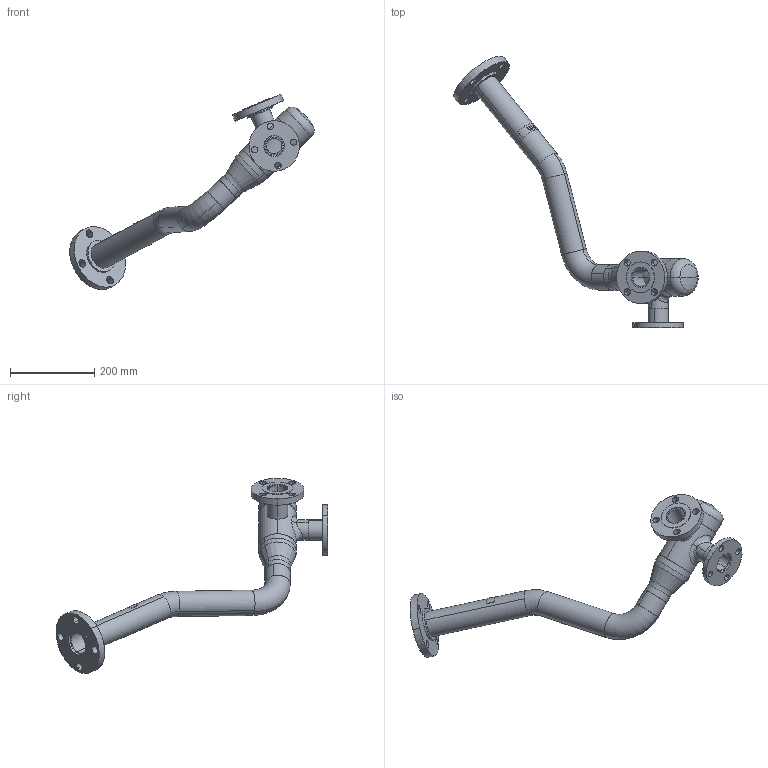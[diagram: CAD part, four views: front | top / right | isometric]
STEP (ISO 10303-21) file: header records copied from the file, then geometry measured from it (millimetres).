
FILE_DESCRIPTION (( 'STEP AP203' ), '1' );
FILE_NAME ('3974-13-50-012_REV_.step', '2026-02-02T00:07:35', ( '' ), ( '' ), 'SwSTEP 2.0', 'SolidWorks 2025', '' );
FILE_SCHEMA (( 'CONFIG_CONTROL_DESIGN' ));
Length unit declared in the file: millimetre
Products named in the file (14): 3435-50-012-02_Default<As Machined>; OEM-40-JIS5K-P-316L_Default<As Machined>; OEM-50-LR-40-316L_79 DEGREE<As Machined>; OEM-50-150-SO-316L; OEM-40-150-SO-316L_Default<As Machined>; OEM-80x40-T-40-316L; 3435-50-012-04_Default<As Machined>; 3974-13-50-012_REV_; 3435-50-012-01_Default<As Machined>; OEM-50-LR-40-316L_30 DEGREES; 3435-50-012-03_Default<As Machined>; 3435-50-012-05; OEM-80x50-CR-40-316L_Default<As Machined>; OEM-80NB-40-C_316L
Assembly tree (12 placements, depth 2):
  3974-13-50-012_REV_
    OEM-80x40-T-40-316L
    OEM-80x50-CR-40-316L_Default<As Machined>
    OEM-50-150-SO-316L
    3435-50-012-02_Default<As Machined>
    OEM-40-150-SO-316L_Default<As Machined>
    OEM-40-JIS5K-P-316L_Default<As Machined>
    OEM-80NB-40-C_316L
    3435-50-012-04_Default<As Machined>
    OEM-50-LR-40-316L_79 DEGREE<As Machined>
    3435-50-012-03_Default<As Machined>
    3435-50-012-05
    OEM-50-LR-40-316L_30 DEGREES
  3435-50-012-01_Default<As Machined>
Bounding box: 580.87 x 646.28 x 463.95 mm (x, y, z)
Volume: 1427593.3 mm3; surface area: 516975.3 mm2
Topology: 14 solids, 14 shells, 207 faces, 477 edges, 310 vertices
Faces by surface type: cylinder 97, plane 52, bspline 28, torus 22, cone 4, sphere 4
Entity records: 13805 total; most frequent: CARTESIAN_POINT 7604, DIRECTION 1004, ORIENTED_EDGE 954, EDGE_CURVE 477, AXIS2_PLACEMENT_3D 440, VERTEX_POINT 310, EDGE_LOOP 269, CIRCLE 246
